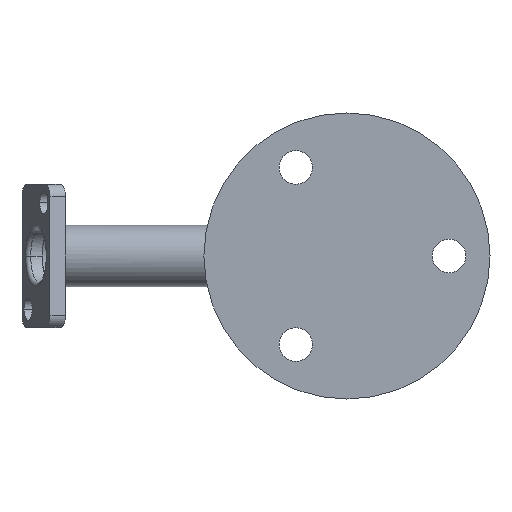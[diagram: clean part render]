
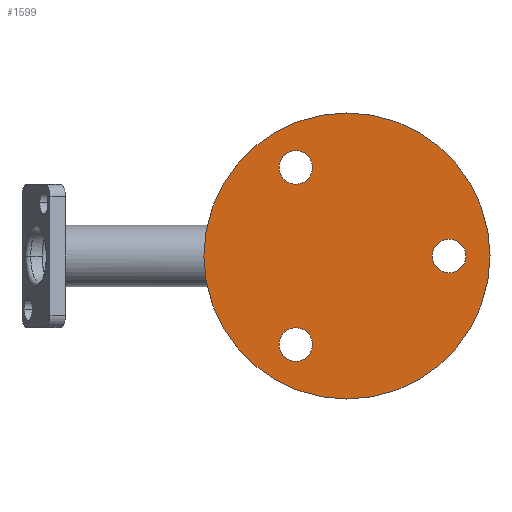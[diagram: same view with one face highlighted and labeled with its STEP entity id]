
A CAD part, left-side view. The second image highlights one B-rep face of the part: STEP entity #1599.
In plain terms, the highlighted planar face has unit normal (-1, 0, 0).
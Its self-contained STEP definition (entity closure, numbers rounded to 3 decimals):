
#8 = DIRECTION ( 'NONE',  ( 0., 0., -1. ) ) ;
#28 = DIRECTION ( 'NONE',  ( 0., 0., -1. ) ) ;
#32 = DIRECTION ( 'NONE',  ( 1., 0., 0. ) ) ;
#36 = VERTEX_POINT ( 'NONE', #1395 ) ;
#71 = EDGE_CURVE ( 'NONE', #972, #36, #1287, .T. ) ;
#78 = CIRCLE ( 'NONE', #632, 4.1 ) ;
#81 = EDGE_CURVE ( 'NONE', #1216, #1026, #772, .T. ) ;
#87 = ORIENTED_EDGE ( 'NONE', *, *, #579, .T. ) ;
#134 = CIRCLE ( 'NONE', #389, 4.1 ) ;
#146 = PLANE ( 'NONE',  #1454 ) ;
#148 = ORIENTED_EDGE ( 'NONE', *, *, #81, .F. ) ;
#173 = CARTESIAN_POINT ( 'NONE',  ( 0., 0., 35. ) ) ;
#175 = ORIENTED_EDGE ( 'NONE', *, *, #933, .T. ) ;
#196 = CIRCLE ( 'NONE', #1603, 4.1 ) ;
#202 = CARTESIAN_POINT ( 'NONE',  ( 0., 12.5, -25.751 ) ) ;
#212 = DIRECTION ( 'NONE',  ( 1., 0., 0. ) ) ;
#247 = FACE_BOUND ( 'NONE', #785, .T. ) ;
#260 = DIRECTION ( 'NONE',  ( 0., 0., -1. ) ) ;
#278 = CIRCLE ( 'NONE', #507, 35. ) ;
#301 = EDGE_LOOP ( 'NONE', ( #1547, #148 ) ) ;
#318 = CARTESIAN_POINT ( 'NONE',  ( 0., 12.5, 25.751 ) ) ;
#337 = AXIS2_PLACEMENT_3D ( 'NONE', #1107, #32, #1650 ) ;
#351 = FACE_OUTER_BOUND ( 'NONE', #301, .T. ) ;
#389 = AXIS2_PLACEMENT_3D ( 'NONE', #1226, #1774, #969 ) ;
#402 = DIRECTION ( 'NONE',  ( 1., 0., 0. ) ) ;
#439 = DIRECTION ( 'NONE',  ( 1., 0., 0. ) ) ;
#440 = CARTESIAN_POINT ( 'NONE',  ( 0., -25., 0. ) ) ;
#507 = AXIS2_PLACEMENT_3D ( 'NONE', #1135, #616, #1031 ) ;
#579 = EDGE_CURVE ( 'NONE', #1082, #1667, #688, .T. ) ;
#610 = DIRECTION ( 'NONE',  ( 0., 0., -1. ) ) ;
#616 = DIRECTION ( 'NONE',  ( 1., 0., 0. ) ) ;
#622 = CARTESIAN_POINT ( 'NONE',  ( 0., -25., 4.1 ) ) ;
#632 = AXIS2_PLACEMENT_3D ( 'NONE', #1302, #212, #1721 ) ;
#636 = CARTESIAN_POINT ( 'NONE',  ( 0., 12.5, -17.551 ) ) ;
#638 = EDGE_CURVE ( 'NONE', #1499, #1306, #78, .T. ) ;
#645 = CARTESIAN_POINT ( 'NONE',  ( 0., 0., -35. ) ) ;
#688 = CIRCLE ( 'NONE', #1234, 4.1 ) ;
#698 = CARTESIAN_POINT ( 'NONE',  ( 0., 12.5, 21.651 ) ) ;
#772 = CIRCLE ( 'NONE', #337, 35. ) ;
#785 = EDGE_LOOP ( 'NONE', ( #795, #808 ) ) ;
#795 = ORIENTED_EDGE ( 'NONE', *, *, #890, .T. ) ;
#808 = ORIENTED_EDGE ( 'NONE', *, *, #638, .T. ) ;
#830 = AXIS2_PLACEMENT_3D ( 'NONE', #698, #1243, #8 ) ;
#834 = CARTESIAN_POINT ( 'NONE',  ( 0., -25., -4.1 ) ) ;
#890 = EDGE_CURVE ( 'NONE', #1306, #1499, #1364, .T. ) ;
#933 = EDGE_CURVE ( 'NONE', #36, #972, #134, .T. ) ;
#969 = DIRECTION ( 'NONE',  ( 0., 0., -1. ) ) ;
#972 = VERTEX_POINT ( 'NONE', #318 ) ;
#991 = DIRECTION ( 'NONE',  ( 0., 0., -1. ) ) ;
#1026 = VERTEX_POINT ( 'NONE', #173 ) ;
#1028 = CARTESIAN_POINT ( 'NONE',  ( 0., 12.5, -21.651 ) ) ;
#1031 = DIRECTION ( 'NONE',  ( 0., 0., -1. ) ) ;
#1048 = CARTESIAN_POINT ( 'NONE',  ( 0., 0., 0. ) ) ;
#1082 = VERTEX_POINT ( 'NONE', #202 ) ;
#1098 = EDGE_CURVE ( 'NONE', #1026, #1216, #278, .T. ) ;
#1107 = CARTESIAN_POINT ( 'NONE',  ( 0., 0., 0. ) ) ;
#1129 = CARTESIAN_POINT ( 'NONE',  ( 0., 12.5, -21.651 ) ) ;
#1135 = CARTESIAN_POINT ( 'NONE',  ( 0., 0., 0. ) ) ;
#1156 = EDGE_LOOP ( 'NONE', ( #175, #1689 ) ) ;
#1178 = DIRECTION ( 'NONE',  ( 1., 0., 0. ) ) ;
#1212 = FACE_BOUND ( 'NONE', #1156, .T. ) ;
#1213 = EDGE_LOOP ( 'NONE', ( #87, #1513 ) ) ;
#1216 = VERTEX_POINT ( 'NONE', #645 ) ;
#1226 = CARTESIAN_POINT ( 'NONE',  ( 0., 12.5, 21.651 ) ) ;
#1234 = AXIS2_PLACEMENT_3D ( 'NONE', #1129, #1178, #610 ) ;
#1243 = DIRECTION ( 'NONE',  ( 1., 0., 0. ) ) ;
#1246 = DIRECTION ( 'NONE',  ( 1., 0., 0. ) ) ;
#1287 = CIRCLE ( 'NONE', #830, 4.1 ) ;
#1302 = CARTESIAN_POINT ( 'NONE',  ( 0., -25., 0. ) ) ;
#1306 = VERTEX_POINT ( 'NONE', #834 ) ;
#1364 = CIRCLE ( 'NONE', #1569, 4.1 ) ;
#1372 = FACE_BOUND ( 'NONE', #1213, .T. ) ;
#1395 = CARTESIAN_POINT ( 'NONE',  ( 0., 12.5, 17.551 ) ) ;
#1454 = AXIS2_PLACEMENT_3D ( 'NONE', #1048, #402, #260 ) ;
#1499 = VERTEX_POINT ( 'NONE', #622 ) ;
#1513 = ORIENTED_EDGE ( 'NONE', *, *, #1532, .T. ) ;
#1532 = EDGE_CURVE ( 'NONE', #1667, #1082, #196, .T. ) ;
#1547 = ORIENTED_EDGE ( 'NONE', *, *, #1098, .F. ) ;
#1569 = AXIS2_PLACEMENT_3D ( 'NONE', #440, #1246, #28 ) ;
#1599 = ADVANCED_FACE ( 'NONE', ( #247, #1372, #1212, #351 ), #146, .F. ) ;
#1603 = AXIS2_PLACEMENT_3D ( 'NONE', #1028, #439, #991 ) ;
#1650 = DIRECTION ( 'NONE',  ( 0., 0., -1. ) ) ;
#1667 = VERTEX_POINT ( 'NONE', #636 ) ;
#1689 = ORIENTED_EDGE ( 'NONE', *, *, #71, .T. ) ;
#1721 = DIRECTION ( 'NONE',  ( 0., 0., -1. ) ) ;
#1774 = DIRECTION ( 'NONE',  ( 1., 0., 0. ) ) ;
